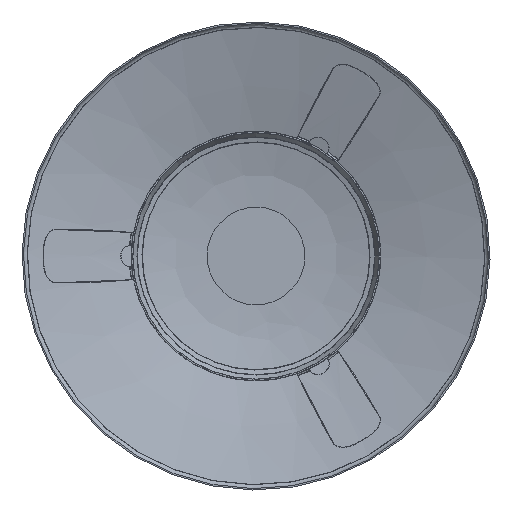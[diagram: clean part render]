
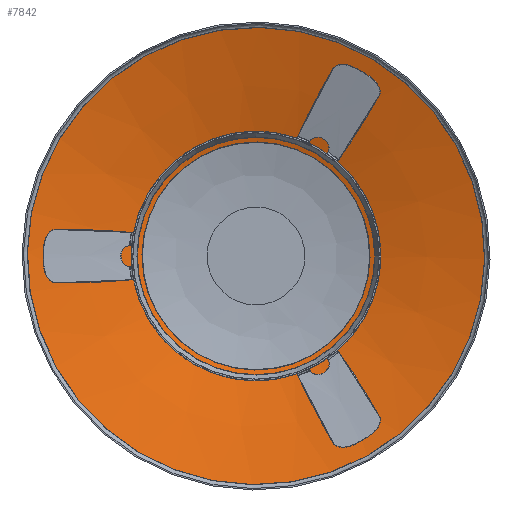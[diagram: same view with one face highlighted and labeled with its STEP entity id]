
A CAD part, front view. The second image highlights one B-rep face of the part: STEP entity #7842.
In plain terms, the highlighted conical face has half-angle 73.761 degrees and reference radius 73.484 mm.
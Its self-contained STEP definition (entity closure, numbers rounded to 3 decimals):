
#154=FACE_BOUND('',#1617,.T.);
#170=CONICAL_SURFACE('',#8609,73.484,73.761);
#708=CIRCLE('',#8608,98.171);
#709=CIRCLE('',#8610,48.796);
#710=CIRCLE('',#8611,48.796);
#1100=FACE_OUTER_BOUND('',#1616,.T.);
#1616=EDGE_LOOP('',(#6759,#6760));
#1617=EDGE_LOOP('',(#6761));
#3539=VERTEX_POINT('',#13921);
#3540=VERTEX_POINT('',#13924);
#3541=VERTEX_POINT('',#13925);
#4614=EDGE_CURVE('',#3539,#3539,#708,.T.);
#4615=EDGE_CURVE('',#3540,#3541,#709,.T.);
#4616=EDGE_CURVE('',#3541,#3540,#710,.T.);
#6759=ORIENTED_EDGE('',*,*,#4615,.T.);
#6760=ORIENTED_EDGE('',*,*,#4616,.T.);
#6761=ORIENTED_EDGE('',*,*,#4614,.F.);
#7842=ADVANCED_FACE('',(#1100,#154),#170,.F.);
#8608=AXIS2_PLACEMENT_3D('',#13922,#10690,#10691);
#8609=AXIS2_PLACEMENT_3D('',#13923,#10692,#10693);
#8610=AXIS2_PLACEMENT_3D('',#13926,#10694,#10695);
#8611=AXIS2_PLACEMENT_3D('',#13927,#10696,#10697);
#10690=DIRECTION('center_axis',(0.,1.,0.));
#10691=DIRECTION('ref_axis',(-1.,0.,0.));
#10692=DIRECTION('center_axis',(0.,-1.,0.));
#10693=DIRECTION('ref_axis',(-1.,0.,0.));
#10694=DIRECTION('center_axis',(0.,1.,0.));
#10695=DIRECTION('ref_axis',(-1.,0.,0.));
#10696=DIRECTION('center_axis',(0.,1.,0.));
#10697=DIRECTION('ref_axis',(-1.,0.,0.));
#13921=CARTESIAN_POINT('',(-98.171,21.053,0.));
#13922=CARTESIAN_POINT('Origin',(0.,21.053,
0.));
#13923=CARTESIAN_POINT('Origin',(0.,28.244,
0.));
#13924=CARTESIAN_POINT('',(-48.796,35.434,0.));
#13925=CARTESIAN_POINT('',(0.,35.434,-48.796));
#13926=CARTESIAN_POINT('Origin',(0.,35.434,
0.));
#13927=CARTESIAN_POINT('Origin',(0.,35.434,
0.));
